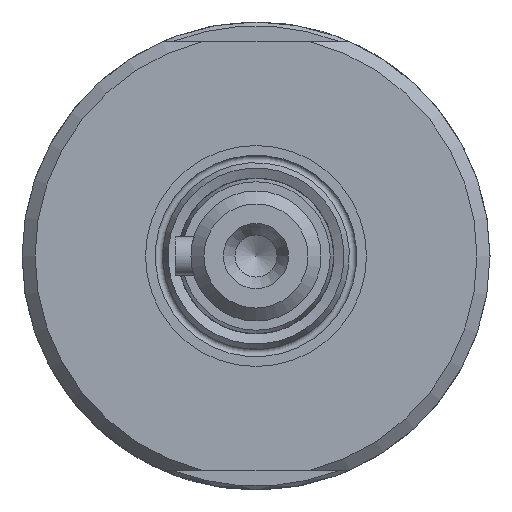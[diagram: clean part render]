
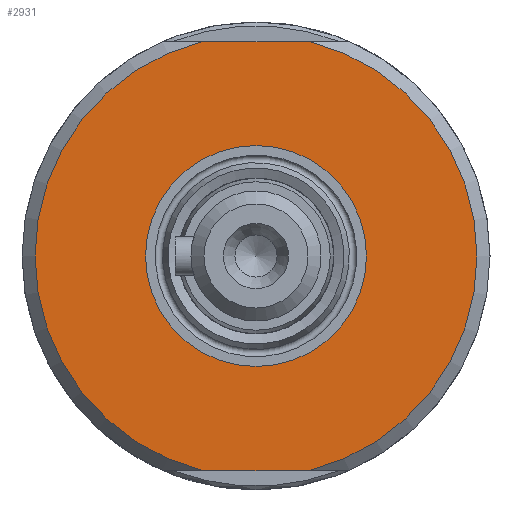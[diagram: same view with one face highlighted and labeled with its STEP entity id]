
A CAD part, left-side view. The second image highlights one B-rep face of the part: STEP entity #2931.
In plain terms, the highlighted planar face has unit normal (-1, 0, 0).
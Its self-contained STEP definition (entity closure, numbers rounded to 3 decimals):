
#450=LINE('',#4979,#694);
#451=LINE('',#4983,#695);
#694=VECTOR('',#3934,10.);
#695=VECTOR('',#3937,10.);
#720=FACE_BOUND('',#1080,.T.);
#909=FACE_OUTER_BOUND('',#1079,.T.);
#1079=EDGE_LOOP('',(#2627,#2628,#2629,#2630));
#1080=EDGE_LOOP('',(#2631,#2632));
#1196=CIRCLE('',#3200,8.5);
#1197=CIRCLE('',#3201,8.5);
#1198=CIRCLE('',#3203,17.);
#1199=CIRCLE('',#3204,17.);
#1462=VERTEX_POINT('',#4971);
#1463=VERTEX_POINT('',#4972);
#1464=VERTEX_POINT('',#4977);
#1465=VERTEX_POINT('',#4978);
#1466=VERTEX_POINT('',#4980);
#1467=VERTEX_POINT('',#4982);
#1853=EDGE_CURVE('',#1462,#1463,#1196,.T.);
#1854=EDGE_CURVE('',#1463,#1462,#1197,.T.);
#1856=EDGE_CURVE('',#1464,#1465,#450,.T.);
#1857=EDGE_CURVE('',#1466,#1465,#1198,.T.);
#1858=EDGE_CURVE('',#1466,#1467,#451,.T.);
#1859=EDGE_CURVE('',#1464,#1467,#1199,.T.);
#2627=ORIENTED_EDGE('',*,*,#1856,.T.);
#2628=ORIENTED_EDGE('',*,*,#1857,.F.);
#2629=ORIENTED_EDGE('',*,*,#1858,.T.);
#2630=ORIENTED_EDGE('',*,*,#1859,.F.);
#2631=ORIENTED_EDGE('',*,*,#1853,.T.);
#2632=ORIENTED_EDGE('',*,*,#1854,.T.);
#2786=PLANE('',#3202);
#2931=ADVANCED_FACE('',(#909,#720),#2786,.T.);
#3200=AXIS2_PLACEMENT_3D('',#4973,#3927,#3928);
#3201=AXIS2_PLACEMENT_3D('',#4974,#3929,#3930);
#3202=AXIS2_PLACEMENT_3D('',#4976,#3932,#3933);
#3203=AXIS2_PLACEMENT_3D('',#4981,#3935,#3936);
#3204=AXIS2_PLACEMENT_3D('',#4984,#3938,#3939);
#3927=DIRECTION('center_axis',(1.,0.,0.));
#3928=DIRECTION('ref_axis',(0.,-1.,0.));
#3929=DIRECTION('center_axis',(1.,0.,0.));
#3930=DIRECTION('ref_axis',(0.,-1.,0.));
#3932=DIRECTION('center_axis',(-1.,0.,0.));
#3933=DIRECTION('ref_axis',(0.,0.,-1.));
#3934=DIRECTION('',(0.,1.,0.));
#3935=DIRECTION('center_axis',(1.,0.,0.));
#3936=DIRECTION('ref_axis',(0.,1.,0.));
#3937=DIRECTION('',(0.,-1.,0.));
#3938=DIRECTION('center_axis',(1.,0.,0.));
#3939=DIRECTION('ref_axis',(0.,1.,0.));
#4971=CARTESIAN_POINT('',(-82.,-8.5,0.));
#4972=CARTESIAN_POINT('',(-82.,8.5,0.));
#4973=CARTESIAN_POINT('Origin',(-82.,0.,0.));
#4974=CARTESIAN_POINT('Origin',(-82.,0.,0.));
#4976=CARTESIAN_POINT('Origin',(-82.,-9.,0.));
#4977=CARTESIAN_POINT('',(-82.,-4.093,16.5));
#4978=CARTESIAN_POINT('',(-82.,4.093,16.5));
#4979=CARTESIAN_POINT('',(-82.,-0.903,16.5));
#4980=CARTESIAN_POINT('',(-82.,4.093,-16.5));
#4981=CARTESIAN_POINT('Origin',(-82.,0.,0.));
#4982=CARTESIAN_POINT('',(-82.,-4.093,-16.5));
#4983=CARTESIAN_POINT('',(-82.,-8.097,-16.5));
#4984=CARTESIAN_POINT('Origin',(-82.,0.,0.));
